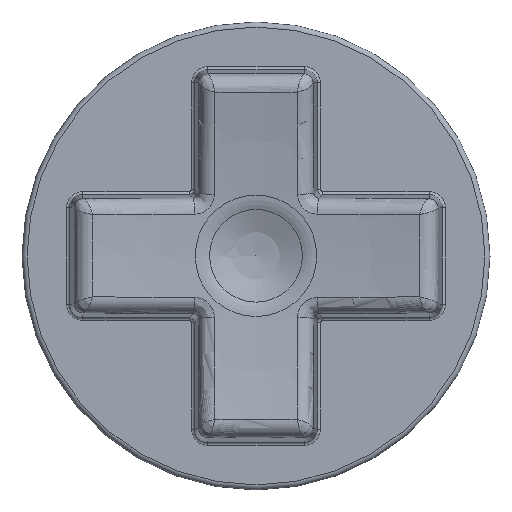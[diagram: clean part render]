
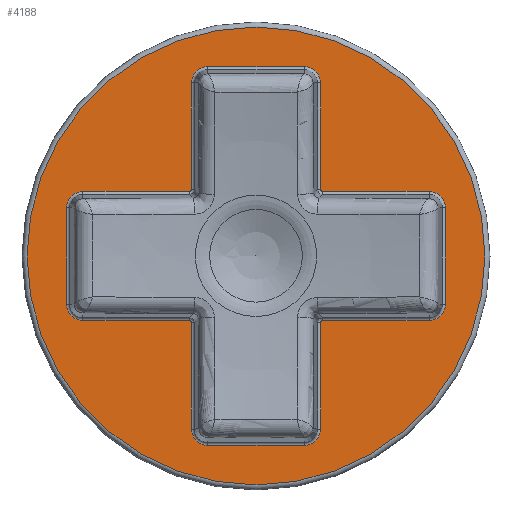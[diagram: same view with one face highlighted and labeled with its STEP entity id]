
A CAD part, top view. The second image highlights one B-rep face of the part: STEP entity #4188.
In plain terms, the highlighted planar face has unit normal (0, 0, 1).
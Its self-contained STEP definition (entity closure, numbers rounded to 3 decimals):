
#81=ELLIPSE('',#4457,0.1,0.1);
#83=ELLIPSE('',#4474,0.1,0.1);
#85=ELLIPSE('',#4491,0.1,0.1);
#87=ELLIPSE('',#4508,0.1,0.1);
#413=LINE('',#6025,#584);
#414=LINE('',#6036,#585);
#416=LINE('',#6072,#587);
#418=LINE('',#6084,#589);
#420=LINE('',#6096,#591);
#422=LINE('',#6132,#593);
#424=LINE('',#6144,#595);
#426=LINE('',#6156,#597);
#428=LINE('',#6192,#599);
#430=LINE('',#6204,#601);
#432=LINE('',#6216,#603);
#434=LINE('',#6252,#605);
#584=VECTOR('',#4920,10.);
#585=VECTOR('',#4933,10.);
#587=VECTOR('',#4945,10.);
#589=VECTOR('',#4959,10.);
#591=VECTOR('',#4973,10.);
#593=VECTOR('',#4985,10.);
#595=VECTOR('',#4999,10.);
#597=VECTOR('',#5013,10.);
#599=VECTOR('',#5025,10.);
#601=VECTOR('',#5039,10.);
#603=VECTOR('',#5053,10.);
#605=VECTOR('',#5065,10.);
#808=FACE_BOUND('',#1194,.T.);
#822=PLANE('',#4533);
#929=FACE_OUTER_BOUND('',#1193,.T.);
#1193=EDGE_LOOP('',(#2937));
#1194=EDGE_LOOP('',(#2938,#2939,#2940,#2941,#2942,#2943,#2944,#2945,#2946,
#2947,#2948,#2949,#2950,#2951,#2952,#2953,#2954,#2955,#2956,#2957,#2958,
#2959,#2960,#2961));
#1441=CIRCLE('',#4452,0.794);
#1447=CIRCLE('',#4463,0.794);
#1451=CIRCLE('',#4469,0.794);
#1457=CIRCLE('',#4480,0.794);
#1461=CIRCLE('',#4486,0.794);
#1467=CIRCLE('',#4497,0.794);
#1471=CIRCLE('',#4503,0.794);
#1476=CIRCLE('',#4513,0.794);
#1484=CIRCLE('',#4534,11.24);
#1666=VERTEX_POINT('',#6018);
#1669=VERTEX_POINT('',#6023);
#1671=VERTEX_POINT('',#6028);
#1673=VERTEX_POINT('',#6034);
#1675=VERTEX_POINT('',#6064);
#1677=VERTEX_POINT('',#6070);
#1679=VERTEX_POINT('',#6076);
#1681=VERTEX_POINT('',#6082);
#1683=VERTEX_POINT('',#6088);
#1685=VERTEX_POINT('',#6094);
#1687=VERTEX_POINT('',#6124);
#1689=VERTEX_POINT('',#6130);
#1691=VERTEX_POINT('',#6136);
#1693=VERTEX_POINT('',#6142);
#1695=VERTEX_POINT('',#6148);
#1697=VERTEX_POINT('',#6154);
#1699=VERTEX_POINT('',#6184);
#1701=VERTEX_POINT('',#6190);
#1703=VERTEX_POINT('',#6196);
#1705=VERTEX_POINT('',#6202);
#1707=VERTEX_POINT('',#6208);
#1709=VERTEX_POINT('',#6214);
#1711=VERTEX_POINT('',#6244);
#1713=VERTEX_POINT('',#6250);
#1727=VERTEX_POINT('',#6336);
#2102=EDGE_CURVE('',#1669,#1666,#413,.T.);
#2104=EDGE_CURVE('',#1671,#1669,#1441,.T.);
#2107=EDGE_CURVE('',#1673,#1671,#414,.T.);
#2110=EDGE_CURVE('',#1675,#1673,#81,.T.);
#2113=EDGE_CURVE('',#1677,#1675,#416,.T.);
#2116=EDGE_CURVE('',#1679,#1677,#1447,.T.);
#2119=EDGE_CURVE('',#1681,#1679,#418,.T.);
#2122=EDGE_CURVE('',#1683,#1681,#1451,.T.);
#2125=EDGE_CURVE('',#1685,#1683,#420,.T.);
#2128=EDGE_CURVE('',#1687,#1685,#83,.T.);
#2131=EDGE_CURVE('',#1689,#1687,#422,.T.);
#2134=EDGE_CURVE('',#1691,#1689,#1457,.T.);
#2137=EDGE_CURVE('',#1693,#1691,#424,.T.);
#2140=EDGE_CURVE('',#1695,#1693,#1461,.T.);
#2143=EDGE_CURVE('',#1697,#1695,#426,.T.);
#2146=EDGE_CURVE('',#1699,#1697,#85,.T.);
#2149=EDGE_CURVE('',#1701,#1699,#428,.T.);
#2152=EDGE_CURVE('',#1703,#1701,#1467,.T.);
#2155=EDGE_CURVE('',#1705,#1703,#430,.T.);
#2158=EDGE_CURVE('',#1707,#1705,#1471,.T.);
#2161=EDGE_CURVE('',#1709,#1707,#432,.T.);
#2164=EDGE_CURVE('',#1711,#1709,#87,.T.);
#2167=EDGE_CURVE('',#1713,#1711,#434,.T.);
#2169=EDGE_CURVE('',#1666,#1713,#1476,.T.);
#2196=EDGE_CURVE('',#1727,#1727,#1484,.T.);
#2937=ORIENTED_EDGE('',*,*,#2196,.F.);
#2938=ORIENTED_EDGE('',*,*,#2102,.F.);
#2939=ORIENTED_EDGE('',*,*,#2104,.F.);
#2940=ORIENTED_EDGE('',*,*,#2107,.F.);
#2941=ORIENTED_EDGE('',*,*,#2110,.F.);
#2942=ORIENTED_EDGE('',*,*,#2113,.F.);
#2943=ORIENTED_EDGE('',*,*,#2116,.F.);
#2944=ORIENTED_EDGE('',*,*,#2119,.F.);
#2945=ORIENTED_EDGE('',*,*,#2122,.F.);
#2946=ORIENTED_EDGE('',*,*,#2125,.F.);
#2947=ORIENTED_EDGE('',*,*,#2128,.F.);
#2948=ORIENTED_EDGE('',*,*,#2131,.F.);
#2949=ORIENTED_EDGE('',*,*,#2134,.F.);
#2950=ORIENTED_EDGE('',*,*,#2137,.F.);
#2951=ORIENTED_EDGE('',*,*,#2140,.F.);
#2952=ORIENTED_EDGE('',*,*,#2143,.F.);
#2953=ORIENTED_EDGE('',*,*,#2146,.F.);
#2954=ORIENTED_EDGE('',*,*,#2149,.F.);
#2955=ORIENTED_EDGE('',*,*,#2152,.F.);
#2956=ORIENTED_EDGE('',*,*,#2155,.F.);
#2957=ORIENTED_EDGE('',*,*,#2158,.F.);
#2958=ORIENTED_EDGE('',*,*,#2161,.F.);
#2959=ORIENTED_EDGE('',*,*,#2164,.F.);
#2960=ORIENTED_EDGE('',*,*,#2167,.F.);
#2961=ORIENTED_EDGE('',*,*,#2169,.F.);
#4188=ADVANCED_FACE('',(#929,#808),#822,.F.);
#4452=AXIS2_PLACEMENT_3D('',#6030,#4925,#4926);
#4457=AXIS2_PLACEMENT_3D('',#6066,#4937,#4938);
#4463=AXIS2_PLACEMENT_3D('',#6078,#4951,#4952);
#4469=AXIS2_PLACEMENT_3D('',#6090,#4965,#4966);
#4474=AXIS2_PLACEMENT_3D('',#6126,#4977,#4978);
#4480=AXIS2_PLACEMENT_3D('',#6138,#4991,#4992);
#4486=AXIS2_PLACEMENT_3D('',#6150,#5005,#5006);
#4491=AXIS2_PLACEMENT_3D('',#6186,#5017,#5018);
#4497=AXIS2_PLACEMENT_3D('',#6198,#5031,#5032);
#4503=AXIS2_PLACEMENT_3D('',#6210,#5045,#5046);
#4508=AXIS2_PLACEMENT_3D('',#6246,#5057,#5058);
#4513=AXIS2_PLACEMENT_3D('',#6255,#5069,#5070);
#4533=AXIS2_PLACEMENT_3D('',#6335,#5122,#5123);
#4534=AXIS2_PLACEMENT_3D('',#6337,#5124,#5125);
#4920=DIRECTION('',(0.,1.,0.));
#4925=DIRECTION('center_axis',(0.,0.,1.));
#4926=DIRECTION('ref_axis',(0.707,-0.707,0.));
#4933=DIRECTION('',(1.,0.,0.));
#4937=DIRECTION('center_axis',(0.,0.,-1.));
#4938=DIRECTION('ref_axis',(-0.707,0.707,0.));
#4945=DIRECTION('',(0.,1.,0.));
#4951=DIRECTION('center_axis',(0.,0.,1.));
#4952=DIRECTION('ref_axis',(0.707,-0.707,0.));
#4959=DIRECTION('',(1.,0.,0.));
#4965=DIRECTION('center_axis',(0.,0.,1.));
#4966=DIRECTION('ref_axis',(-0.707,-0.707,0.));
#4973=DIRECTION('',(0.,-1.,0.));
#4977=DIRECTION('center_axis',(0.,0.,-1.));
#4978=DIRECTION('ref_axis',(0.707,0.707,0.));
#4985=DIRECTION('',(1.,0.,0.));
#4991=DIRECTION('center_axis',(0.,0.,1.));
#4992=DIRECTION('ref_axis',(-0.707,-0.707,0.));
#4999=DIRECTION('',(0.,-1.,0.));
#5005=DIRECTION('center_axis',(0.,0.,1.));
#5006=DIRECTION('ref_axis',(-0.707,0.707,0.));
#5013=DIRECTION('',(-1.,0.,0.));
#5017=DIRECTION('center_axis',(0.,0.,-1.));
#5018=DIRECTION('ref_axis',(0.707,-0.707,0.));
#5025=DIRECTION('',(0.,-1.,0.));
#5031=DIRECTION('center_axis',(0.,0.,1.));
#5032=DIRECTION('ref_axis',(-0.707,0.707,0.));
#5039=DIRECTION('',(-1.,0.,0.));
#5045=DIRECTION('center_axis',(0.,0.,1.));
#5046=DIRECTION('ref_axis',(0.707,0.707,0.));
#5053=DIRECTION('',(0.,1.,0.));
#5057=DIRECTION('center_axis',(0.,0.,-1.));
#5058=DIRECTION('ref_axis',(-0.707,-0.707,0.));
#5065=DIRECTION('',(-1.,0.,0.));
#5069=DIRECTION('center_axis',(0.,0.,1.));
#5070=DIRECTION('ref_axis',(0.707,0.707,0.));
#5122=DIRECTION('center_axis',(0.,0.,-1.));
#5123=DIRECTION('ref_axis',(1.,0.,0.));
#5124=DIRECTION('center_axis',(0.,0.,-1.));
#5125=DIRECTION('ref_axis',(1.,0.,0.));
#6018=CARTESIAN_POINT('',(-12.927,-27.507,0.));
#6023=CARTESIAN_POINT('',(-12.927,-32.257,0.));
#6025=CARTESIAN_POINT('',(-12.927,-31.07,0.));
#6028=CARTESIAN_POINT('',(-13.721,-33.052,0.));
#6030=CARTESIAN_POINT('Origin',(-13.721,-32.257,0.));
#6034=CARTESIAN_POINT('',(-18.952,-33.052,0.));
#6036=CARTESIAN_POINT('',(-20.709,-33.052,0.));
#6064=CARTESIAN_POINT('',(-19.052,-33.152,0.));
#6066=CARTESIAN_POINT('Origin',(-18.952,-33.152,0.));
#6070=CARTESIAN_POINT('',(-19.052,-38.382,0.));
#6072=CARTESIAN_POINT('',(-19.052,-28.37,0.));
#6076=CARTESIAN_POINT('',(-19.846,-39.177,0.));
#6078=CARTESIAN_POINT('Origin',(-19.846,-38.382,0.));
#6082=CARTESIAN_POINT('',(-24.596,-39.177,0.));
#6084=CARTESIAN_POINT('',(-23.409,-39.177,0.));
#6088=CARTESIAN_POINT('',(-25.39,-38.382,0.));
#6090=CARTESIAN_POINT('Origin',(-24.596,-38.382,0.));
#6094=CARTESIAN_POINT('',(-25.39,-33.152,0.));
#6096=CARTESIAN_POINT('',(-25.39,-25.632,0.));
#6124=CARTESIAN_POINT('',(-25.49,-33.052,0.));
#6126=CARTESIAN_POINT('Origin',(-25.491,-33.152,0.));
#6130=CARTESIAN_POINT('',(-30.721,-33.052,0.));
#6132=CARTESIAN_POINT('',(-20.709,-33.052,0.));
#6136=CARTESIAN_POINT('',(-31.515,-32.257,0.));
#6138=CARTESIAN_POINT('Origin',(-30.721,-32.257,0.));
#6142=CARTESIAN_POINT('',(-31.515,-27.507,0.));
#6144=CARTESIAN_POINT('',(-31.515,-28.695,0.));
#6148=CARTESIAN_POINT('',(-30.721,-26.713,0.));
#6150=CARTESIAN_POINT('Origin',(-30.721,-27.507,0.));
#6154=CARTESIAN_POINT('',(-25.49,-26.713,0.));
#6156=CARTESIAN_POINT('',(-17.971,-26.713,0.));
#6184=CARTESIAN_POINT('',(-25.39,-26.613,0.));
#6186=CARTESIAN_POINT('Origin',(-25.491,-26.613,0.));
#6190=CARTESIAN_POINT('',(-25.39,-21.382,0.));
#6192=CARTESIAN_POINT('',(-25.39,-25.632,0.));
#6196=CARTESIAN_POINT('',(-24.596,-20.588,0.));
#6198=CARTESIAN_POINT('Origin',(-24.596,-21.382,0.));
#6202=CARTESIAN_POINT('',(-19.846,-20.588,0.));
#6204=CARTESIAN_POINT('',(-21.034,-20.588,0.));
#6208=CARTESIAN_POINT('',(-19.052,-21.382,0.));
#6210=CARTESIAN_POINT('Origin',(-19.846,-21.382,0.));
#6214=CARTESIAN_POINT('',(-19.052,-26.613,0.));
#6216=CARTESIAN_POINT('',(-19.052,-28.37,0.));
#6244=CARTESIAN_POINT('',(-18.952,-26.713,0.));
#6246=CARTESIAN_POINT('Origin',(-18.952,-26.613,0.));
#6250=CARTESIAN_POINT('',(-13.721,-26.713,0.));
#6252=CARTESIAN_POINT('',(-17.971,-26.713,0.));
#6255=CARTESIAN_POINT('Origin',(-13.721,-27.507,0.));
#6335=CARTESIAN_POINT('Origin',(-22.221,-29.882,0.));
#6336=CARTESIAN_POINT('',(-10.981,-29.882,0.));
#6337=CARTESIAN_POINT('Origin',(-22.221,-29.882,0.));
